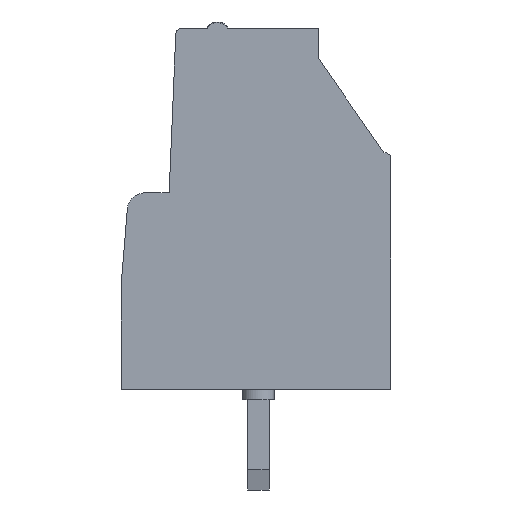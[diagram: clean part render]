
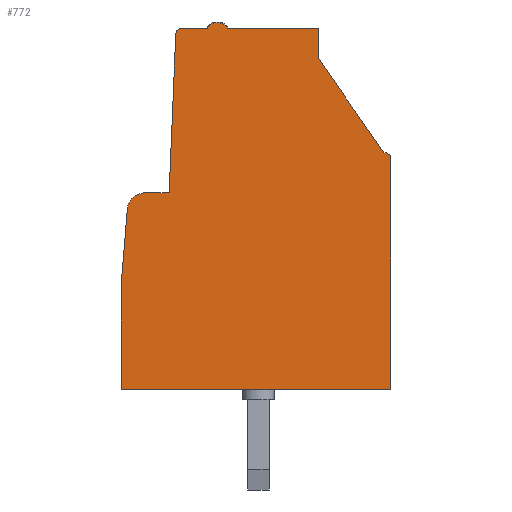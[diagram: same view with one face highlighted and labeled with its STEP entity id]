
A CAD part, left-side view. The second image highlights one B-rep face of the part: STEP entity #772.
In plain terms, the highlighted free-form (B-spline) face has degree [1, 1] with [2, 2] control points.
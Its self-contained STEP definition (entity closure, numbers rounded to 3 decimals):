
#299 = VERTEX_POINT('',#300);
#300 = CARTESIAN_POINT('',(-1.581,-3.,6.051));
#307 = EDGE_CURVE('',#299,#308,#310,.T.);
#308 = VERTEX_POINT('',#309);
#309 = CARTESIAN_POINT('',(-1.581,-3.,0.071));
#310 = B_SPLINE_CURVE_WITH_KNOTS('',1,(#311,#312),.UNSPECIFIED.,.F.,.F.,
  (2,2),(2.864,8.844),.PIECEWISE_BEZIER_KNOTS.);
#311 = CARTESIAN_POINT('',(-1.581,-3.,6.051));
#312 = CARTESIAN_POINT('',(-1.581,-3.,0.071));
#460 = EDGE_CURVE('',#461,#299,#463,.T.);
#461 = VERTEX_POINT('',#462);
#462 = CARTESIAN_POINT('',(-1.581,-2.813,6.207));
#463 = ( BOUNDED_CURVE() B_SPLINE_CURVE(2,(#464,#465,#466),
.UNSPECIFIED.,.F.,.F.) B_SPLINE_CURVE_WITH_KNOTS((3,3),(1.571,
3.142),.PIECEWISE_BEZIER_KNOTS.) CURVE() 
GEOMETRIC_REPRESENTATION_ITEM() RATIONAL_B_SPLINE_CURVE((1.,
0.707,1.)) REPRESENTATION_ITEM('') );
#464 = CARTESIAN_POINT('',(-1.581,-2.813,6.207));
#465 = CARTESIAN_POINT('',(-1.581,-3.,6.207));
#466 = CARTESIAN_POINT('',(-1.581,-3.,6.051));
#663 = EDGE_CURVE('',#308,#664,#666,.T.);
#664 = VERTEX_POINT('',#665);
#665 = CARTESIAN_POINT('',(-1.581,3.989,0.071));
#666 = B_SPLINE_CURVE_WITH_KNOTS('',1,(#667,#668),.UNSPECIFIED.,.F.,.F.,
  (2,2),(-5.969,-0.145),.PIECEWISE_BEZIER_KNOTS.);
#667 = CARTESIAN_POINT('',(-1.581,-3.,0.071));
#668 = CARTESIAN_POINT('',(-1.581,3.989,0.071));
#772 = ADVANCED_FACE('',(#773),#856,.T.);
#773 = FACE_BOUND('',#774,.T.);
#774 = EDGE_LOOP('',(#775,#776,#777,#778,#785,#792,#799,#807,#814,#822,
    #829,#836,#844,#851));
#775 = ORIENTED_EDGE('',*,*,#663,.F.);
#776 = ORIENTED_EDGE('',*,*,#307,.F.);
#777 = ORIENTED_EDGE('',*,*,#460,.F.);
#778 = ORIENTED_EDGE('',*,*,#779,.F.);
#779 = EDGE_CURVE('',#780,#461,#782,.T.);
#780 = VERTEX_POINT('',#781);
#781 = CARTESIAN_POINT('',(-1.581,-1.128,8.639));
#782 = B_SPLINE_CURVE_WITH_KNOTS('',1,(#783,#784),.UNSPECIFIED.,.F.,.F.,
  (2,2),(2.854,5.662),.PIECEWISE_BEZIER_KNOTS.);
#783 = CARTESIAN_POINT('',(-1.581,-1.128,8.639));
#784 = CARTESIAN_POINT('',(-1.581,-2.813,
    6.207));
#785 = ORIENTED_EDGE('',*,*,#786,.F.);
#786 = EDGE_CURVE('',#787,#780,#789,.T.);
#787 = VERTEX_POINT('',#788);
#788 = CARTESIAN_POINT('',(-1.581,-1.128,9.431));
#789 = B_SPLINE_CURVE_WITH_KNOTS('',1,(#790,#791),.UNSPECIFIED.,.F.,.F.,
  (2,2),(0.778,1.57),.PIECEWISE_BEZIER_KNOTS.);
#790 = CARTESIAN_POINT('',(-1.581,-1.128,9.431));
#791 = CARTESIAN_POINT('',(-1.581,-1.128,8.639));
#792 = ORIENTED_EDGE('',*,*,#793,.F.);
#793 = EDGE_CURVE('',#794,#787,#796,.T.);
#794 = VERTEX_POINT('',#795);
#795 = CARTESIAN_POINT('',(-1.581,1.233,9.431
    ));
#796 = B_SPLINE_CURVE_WITH_KNOTS('',1,(#797,#798),.UNSPECIFIED.,.F.,.F.,
  (2,2),(1.673,3.64),.PIECEWISE_BEZIER_KNOTS.);
#797 = CARTESIAN_POINT('',(-1.581,1.233,9.431
    ));
#798 = CARTESIAN_POINT('',(-1.581,-1.128,9.431));
#799 = ORIENTED_EDGE('',*,*,#800,.T.);
#800 = EDGE_CURVE('',#794,#801,#803,.T.);
#801 = VERTEX_POINT('',#802);
#802 = CARTESIAN_POINT('',(-1.581,1.753,9.431
    ));
#803 = ( BOUNDED_CURVE() B_SPLINE_CURVE(2,(#804,#805,#806),
.UNSPECIFIED.,.F.,.F.) B_SPLINE_CURVE_WITH_KNOTS((3,3),(3.589,
5.836),.PIECEWISE_BEZIER_KNOTS.) CURVE() 
GEOMETRIC_REPRESENTATION_ITEM() RATIONAL_B_SPLINE_CURVE((1.,
0.432,1.)) REPRESENTATION_ITEM('') );
#804 = CARTESIAN_POINT('',(-1.581,1.233,9.431
    ));
#805 = CARTESIAN_POINT('',(-1.581,1.493,9.883
    ));
#806 = CARTESIAN_POINT('',(-1.581,1.753,9.431
    ));
#807 = ORIENTED_EDGE('',*,*,#808,.F.);
#808 = EDGE_CURVE('',#809,#801,#811,.T.);
#809 = VERTEX_POINT('',#810);
#810 = CARTESIAN_POINT('',(-1.581,2.384,9.431
    ));
#811 = B_SPLINE_CURVE_WITH_KNOTS('',1,(#812,#813),.UNSPECIFIED.,.F.,.F.,
  (2,2),(0.714,1.239),.PIECEWISE_BEZIER_KNOTS.);
#812 = CARTESIAN_POINT('',(-1.581,2.384,9.431
    ));
#813 = CARTESIAN_POINT('',(-1.581,1.753,9.431
    ));
#814 = ORIENTED_EDGE('',*,*,#815,.F.);
#815 = EDGE_CURVE('',#816,#809,#818,.T.);
#816 = VERTEX_POINT('',#817);
#817 = CARTESIAN_POINT('',(-1.581,2.571,9.281
    ));
#818 = ( BOUNDED_CURVE() B_SPLINE_CURVE(2,(#819,#820,#821),
.UNSPECIFIED.,.F.,.F.) B_SPLINE_CURVE_WITH_KNOTS((3,3),(
0.035,1.571),.PIECEWISE_BEZIER_KNOTS.) CURVE() 
GEOMETRIC_REPRESENTATION_ITEM() RATIONAL_B_SPLINE_CURVE((1.,
0.719,1.)) REPRESENTATION_ITEM('') );
#819 = CARTESIAN_POINT('',(-1.581,2.571,9.281
    ));
#820 = CARTESIAN_POINT('',(-1.581,2.564,9.431
    ));
#821 = CARTESIAN_POINT('',(-1.581,2.384,9.431
    ));
#822 = ORIENTED_EDGE('',*,*,#823,.F.);
#823 = EDGE_CURVE('',#824,#816,#826,.T.);
#824 = VERTEX_POINT('',#825);
#825 = CARTESIAN_POINT('',(-1.581,2.743,5.167
    ));
#826 = B_SPLINE_CURVE_WITH_KNOTS('',1,(#827,#828),.UNSPECIFIED.,.F.,.F.,
  (2,2),(-3.256,0.86),.PIECEWISE_BEZIER_KNOTS.);
#827 = CARTESIAN_POINT('',(-1.581,2.743,5.167
    ));
#828 = CARTESIAN_POINT('',(-1.581,2.571,9.281
    ));
#829 = ORIENTED_EDGE('',*,*,#830,.F.);
#830 = EDGE_CURVE('',#831,#824,#833,.T.);
#831 = VERTEX_POINT('',#832);
#832 = CARTESIAN_POINT('',(-1.581,3.323,5.167
    ));
#833 = B_SPLINE_CURVE_WITH_KNOTS('',1,(#834,#835),.UNSPECIFIED.,.F.,.F.,
  (2,2),(1.135,1.619),.PIECEWISE_BEZIER_KNOTS.);
#834 = CARTESIAN_POINT('',(-1.581,3.323,5.167
    ));
#835 = CARTESIAN_POINT('',(-1.581,2.743,5.167
    ));
#836 = ORIENTED_EDGE('',*,*,#837,.F.);
#837 = EDGE_CURVE('',#838,#831,#840,.T.);
#838 = VERTEX_POINT('',#839);
#839 = CARTESIAN_POINT('',(-1.581,3.821,4.78
    ));
#840 = ( BOUNDED_CURVE() B_SPLINE_CURVE(2,(#841,#842,#843),
.UNSPECIFIED.,.F.,.F.) B_SPLINE_CURVE_WITH_KNOTS((3,3),(
0.069,1.571),.PIECEWISE_BEZIER_KNOTS.) CURVE() 
GEOMETRIC_REPRESENTATION_ITEM() RATIONAL_B_SPLINE_CURVE((1.,
0.731,1.)) REPRESENTATION_ITEM('') );
#841 = CARTESIAN_POINT('',(-1.581,3.821,4.78
    ));
#842 = CARTESIAN_POINT('',(-1.581,3.789,5.167));
#843 = CARTESIAN_POINT('',(-1.581,3.323,5.167
    ));
#844 = ORIENTED_EDGE('',*,*,#845,.F.);
#845 = EDGE_CURVE('',#846,#838,#848,.T.);
#846 = VERTEX_POINT('',#847);
#847 = CARTESIAN_POINT('',(-1.581,3.989,2.76));
#848 = B_SPLINE_CURVE_WITH_KNOTS('',1,(#849,#850),.UNSPECIFIED.,.F.,.F.,
  (2,2),(-5.452,-3.427),.PIECEWISE_BEZIER_KNOTS.);
#849 = CARTESIAN_POINT('',(-1.581,3.989,2.76));
#850 = CARTESIAN_POINT('',(-1.581,3.821,4.78
    ));
#851 = ORIENTED_EDGE('',*,*,#852,.F.);
#852 = EDGE_CURVE('',#664,#846,#853,.T.);
#853 = B_SPLINE_CURVE_WITH_KNOTS('',1,(#854,#855),.UNSPECIFIED.,.F.,.F.,
  (2,2),(-7.198,-4.509),.PIECEWISE_BEZIER_KNOTS.);
#854 = CARTESIAN_POINT('',(-1.581,3.989,0.071));
#855 = CARTESIAN_POINT('',(-1.581,3.989,2.76));
#856 = B_SPLINE_SURFACE_WITH_KNOTS('',1,1,(
    (#857,#858)
    ,(#859,#860
    )),.UNSPECIFIED.,.F.,.F.,.F.,(2,2),(2,2),(1.716,
    7.54),(-11.707,-2.211),
  .PIECEWISE_BEZIER_KNOTS.);
#857 = CARTESIAN_POINT('',(-1.581,3.989,0.071));
#858 = CARTESIAN_POINT('',(-1.581,3.989,9.568));
#859 = CARTESIAN_POINT('',(-1.581,-3.,0.071));
#860 = CARTESIAN_POINT('',(-1.581,-3.,9.568));
